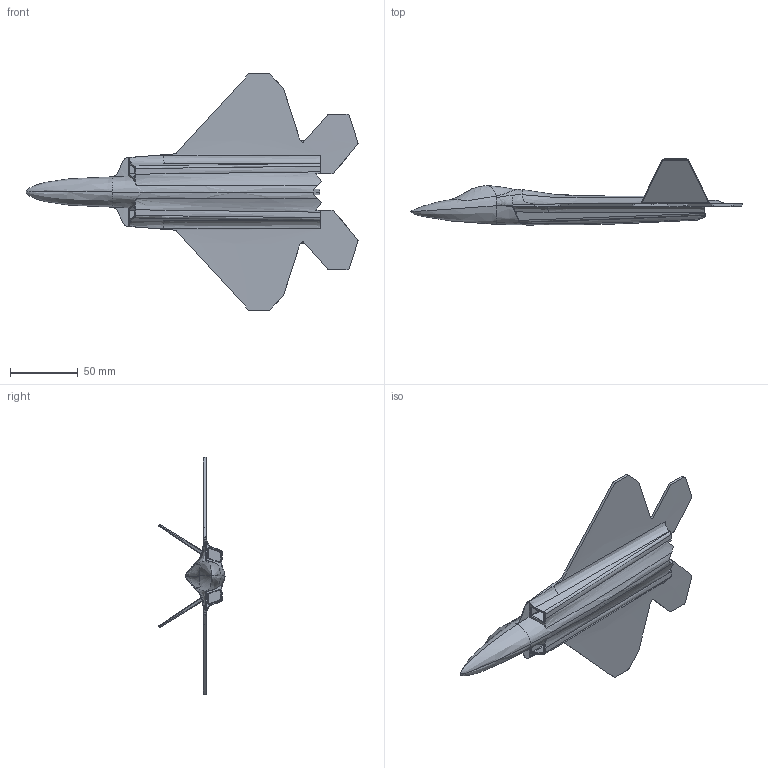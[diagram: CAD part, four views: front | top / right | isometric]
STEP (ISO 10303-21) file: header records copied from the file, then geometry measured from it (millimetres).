
FILE_DESCRIPTION((''),'2;1');
FILE_NAME('A40','2015-12-15T',('Administrator'),(''),'CREO PARAMETRIC BY PTC INC, 2015200','CREO PARAMETRIC BY PTC INC, 2015200','');
FILE_SCHEMA(('CONFIG_CONTROL_DESIGN'));
Length unit declared in the file: millimetre
Products named in the file (1): A40
Bounding box: 245.18 x 48.75 x 175.65 mm (x, y, z)
Volume: 141427.2 mm3; surface area: 49816.2 mm2
Topology: 1 solids, 1 shells, 212 faces, 561 edges, 345 vertices
Faces by surface type: bspline 82, cylinder 56, plane 46, extrusion 28
Entity records: 13145 total; most frequent: CARTESIAN_POINT 8832, ORIENTED_EDGE 1102, EDGE_CURVE 551, DIRECTION 514, B_SPLINE_CURVE_WITH_KNOTS 351, VERTEX_POINT 345, EDGE_LOOP 216, FACE_OUTER_BOUND 212
